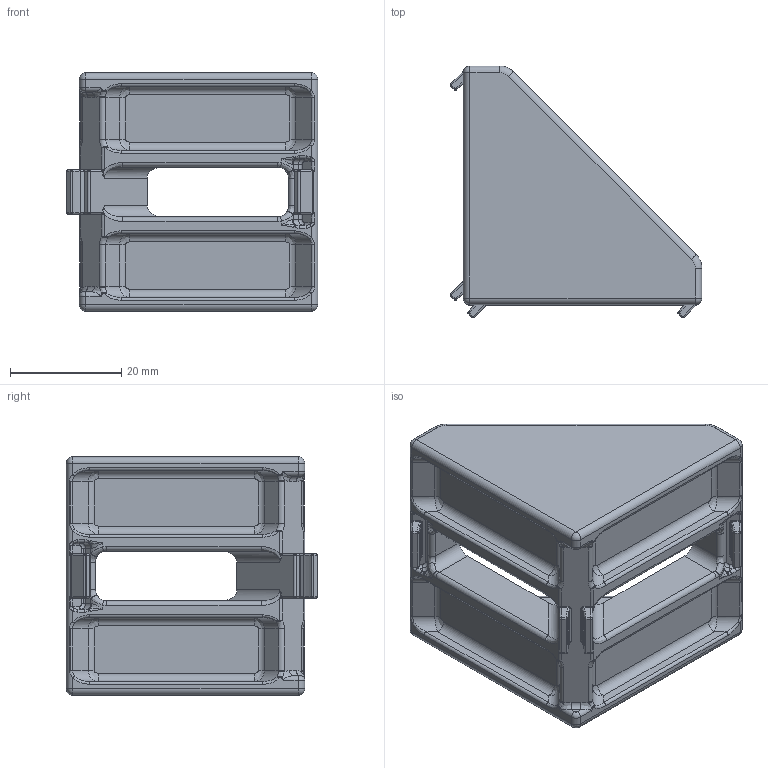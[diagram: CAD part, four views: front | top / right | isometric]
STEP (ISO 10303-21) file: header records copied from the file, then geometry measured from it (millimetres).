
FILE_DESCRIPTION (( 'STEP AP203' ), '1' );
FILE_NAME ('084.305.025.STEP', '2018-11-12T15:13:36', ( 'Localadmin' ), ( 'Microsoft' ), 'SwSTEP 2.0', 'SolidWorks 2018', '' );
FILE_SCHEMA (( 'CONFIG_CONTROL_DESIGN' ));
Length unit declared in the file: millimetre
Products named in the file (1): 084.305.025
Bounding box: 45.35 x 45.35 x 43 mm (x, y, z)
Volume: 23007.6 mm3; surface area: 11617.5 mm2
Topology: 1 solids, 1 shells, 496 faces, 1200 edges, 652 vertices
Faces by surface type: cylinder 185, bspline 148, plane 79, torus 60, sphere 24
Entity records: 17899 total; most frequent: CARTESIAN_POINT 7721, ORIENTED_EDGE 2280, DIRECTION 1984, EDGE_CURVE 1140, AXIS2_PLACEMENT_3D 803, VERTEX_POINT 644, EDGE_LOOP 498, ADVANCED_FACE 496
